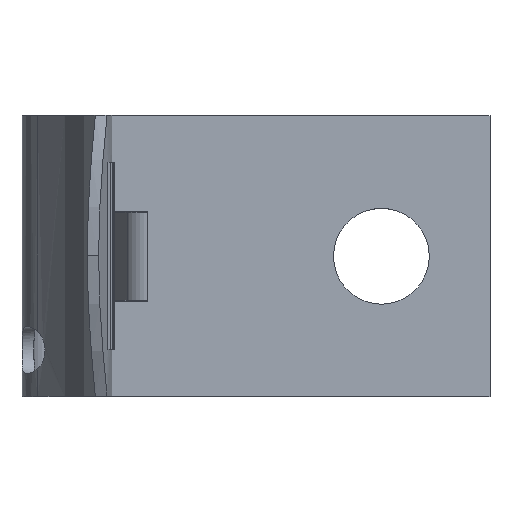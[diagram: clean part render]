
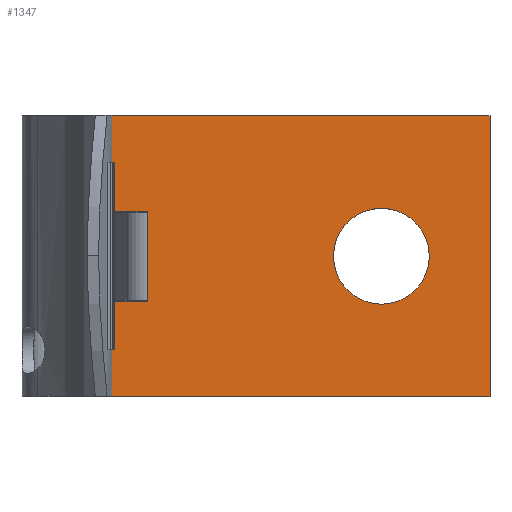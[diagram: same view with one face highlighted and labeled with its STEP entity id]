
A CAD part, top view. The second image highlights one B-rep face of the part: STEP entity #1347.
In plain terms, the highlighted planar face has unit normal (0, 0, 1).
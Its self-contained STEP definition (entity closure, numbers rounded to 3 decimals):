
#31=FACE_BOUND('',#204,.T.);
#36=PLANE('',#1476);
#112=FACE_OUTER_BOUND('',#203,.T.);
#203=EDGE_LOOP('',(#1026,#1027,#1028,#1029,#1030,#1031,#1032,#1033,#1034,
#1035));
#204=EDGE_LOOP('',(#1036,#1037));
#278=LINE('',#2016,#410);
#280=LINE('',#2024,#412);
#289=LINE('',#2114,#421);
#320=LINE('',#2293,#452);
#321=LINE('',#2295,#453);
#322=LINE('',#2297,#454);
#323=LINE('',#2298,#455);
#324=LINE('',#2300,#456);
#325=LINE('',#2302,#457);
#326=LINE('',#2303,#458);
#410=VECTOR('',#1582,1000.);
#412=VECTOR('',#1588,1000.);
#421=VECTOR('',#1611,1000.);
#452=VECTOR('',#1698,1000.);
#453=VECTOR('',#1699,1000.);
#454=VECTOR('',#1700,1000.);
#455=VECTOR('',#1701,1000.);
#456=VECTOR('',#1702,1000.);
#457=VECTOR('',#1703,1000.);
#458=VECTOR('',#1704,1000.);
#542=CIRCLE('',#1436,1.626);
#543=CIRCLE('',#1437,1.626);
#598=VERTEX_POINT('',#1966);
#599=VERTEX_POINT('',#1968);
#604=VERTEX_POINT('',#2013);
#605=VERTEX_POINT('',#2015);
#608=VERTEX_POINT('',#2021);
#609=VERTEX_POINT('',#2023);
#626=VERTEX_POINT('',#2111);
#627=VERTEX_POINT('',#2113);
#674=VERTEX_POINT('',#2294);
#675=VERTEX_POINT('',#2296);
#676=VERTEX_POINT('',#2299);
#677=VERTEX_POINT('',#2301);
#725=EDGE_CURVE('',#598,#599,#542,.T.);
#726=EDGE_CURVE('',#599,#598,#543,.T.);
#731=EDGE_CURVE('',#604,#605,#278,.T.);
#735=EDGE_CURVE('',#608,#609,#280,.T.);
#753=EDGE_CURVE('',#626,#627,#289,.T.);
#812=EDGE_CURVE('',#627,#608,#320,.T.);
#813=EDGE_CURVE('',#626,#674,#321,.T.);
#814=EDGE_CURVE('',#675,#674,#322,.T.);
#815=EDGE_CURVE('',#605,#675,#323,.T.);
#816=EDGE_CURVE('',#676,#604,#324,.T.);
#817=EDGE_CURVE('',#676,#677,#325,.T.);
#818=EDGE_CURVE('',#677,#609,#326,.T.);
#1026=ORIENTED_EDGE('',*,*,#812,.F.);
#1027=ORIENTED_EDGE('',*,*,#753,.F.);
#1028=ORIENTED_EDGE('',*,*,#813,.T.);
#1029=ORIENTED_EDGE('',*,*,#814,.F.);
#1030=ORIENTED_EDGE('',*,*,#815,.F.);
#1031=ORIENTED_EDGE('',*,*,#731,.F.);
#1032=ORIENTED_EDGE('',*,*,#816,.F.);
#1033=ORIENTED_EDGE('',*,*,#817,.T.);
#1034=ORIENTED_EDGE('',*,*,#818,.T.);
#1035=ORIENTED_EDGE('',*,*,#735,.F.);
#1036=ORIENTED_EDGE('',*,*,#726,.F.);
#1037=ORIENTED_EDGE('',*,*,#725,.F.);
#1347=ADVANCED_FACE('',(#112,#31),#36,.F.);
#1436=AXIS2_PLACEMENT_3D('',#1969,#1573,#1574);
#1437=AXIS2_PLACEMENT_3D('',#1970,#1575,#1576);
#1476=AXIS2_PLACEMENT_3D('',#2292,#1696,#1697);
#1573=DIRECTION('center_axis',(0.,0.,1.));
#1574=DIRECTION('ref_axis',(0.,-1.,0.));
#1575=DIRECTION('center_axis',(0.,0.,1.));
#1576=DIRECTION('ref_axis',(0.,-1.,0.));
#1582=DIRECTION('',(0.,1.,0.));
#1588=DIRECTION('',(0.,1.,0.));
#1611=DIRECTION('',(0.,1.,0.));
#1696=DIRECTION('center_axis',(0.,0.,
-1.));
#1697=DIRECTION('ref_axis',(1.,0.,0.));
#1698=DIRECTION('',(-1.,0.,0.));
#1699=DIRECTION('',(0.,-1.,0.));
#1700=DIRECTION('',(0.,1.,0.));
#1701=DIRECTION('',(1.,0.,0.));
#1702=DIRECTION('',(-1.,0.,0.));
#1703=DIRECTION('',(0.,1.,0.));
#1704=DIRECTION('',(-1.,0.,0.));
#1966=CARTESIAN_POINT('',(4.765,1.626,0.406));
#1968=CARTESIAN_POINT('',(4.765,-1.626,0.406));
#1969=CARTESIAN_POINT('Origin',(4.765,0.,0.406));
#1970=CARTESIAN_POINT('Origin',(4.765,0.,0.406));
#2013=CARTESIAN_POINT('',(-5.039,-4.763,0.406));
#2015=CARTESIAN_POINT('',(-5.039,-1.524,0.406));
#2016=CARTESIAN_POINT('',(-5.039,-4.763,0.406));
#2021=CARTESIAN_POINT('',(-5.039,1.524,0.406));
#2023=CARTESIAN_POINT('',(-5.039,4.763,0.406));
#2024=CARTESIAN_POINT('',(-5.039,-4.763,0.406));
#2111=CARTESIAN_POINT('',(-3.16,1.499,0.406));
#2113=CARTESIAN_POINT('',(-3.16,1.524,0.406));
#2114=CARTESIAN_POINT('',(-3.16,-4.763,0.406));
#2292=CARTESIAN_POINT('Origin',(8.448,-4.763,0.406));
#2293=CARTESIAN_POINT('',(8.448,1.524,0.406));
#2294=CARTESIAN_POINT('',(-3.16,-1.499,0.406));
#2295=CARTESIAN_POINT('',(-3.16,1.499,0.406));
#2296=CARTESIAN_POINT('',(-3.16,-1.524,0.406));
#2297=CARTESIAN_POINT('',(-3.16,-4.763,0.406));
#2298=CARTESIAN_POINT('',(8.448,-1.524,0.406));
#2299=CARTESIAN_POINT('',(8.448,-4.763,0.406));
#2300=CARTESIAN_POINT('',(8.448,-4.763,0.406));
#2301=CARTESIAN_POINT('',(8.448,4.763,0.406));
#2302=CARTESIAN_POINT('',(8.448,-4.763,0.406));
#2303=CARTESIAN_POINT('',(8.448,4.763,0.406));
